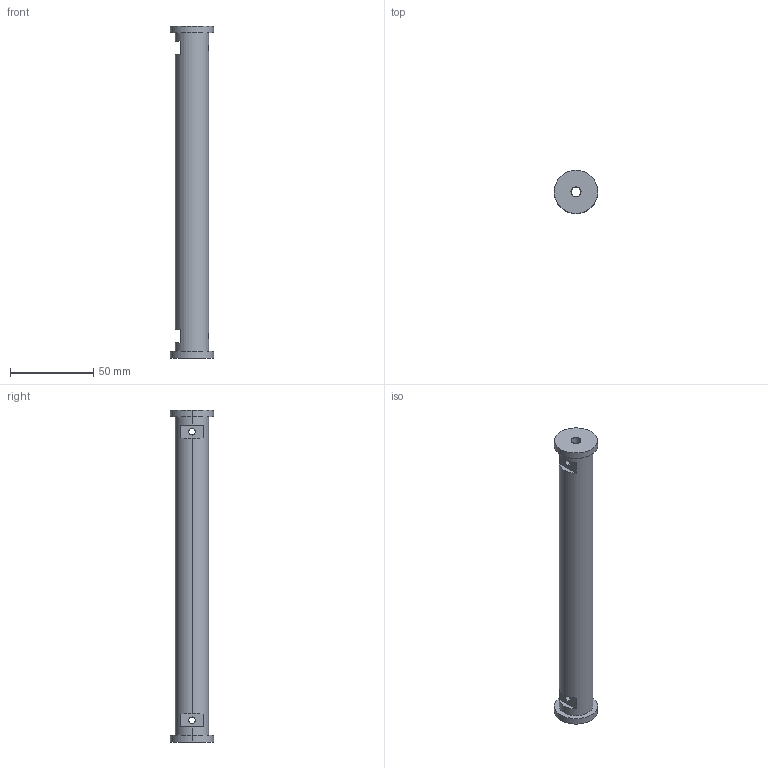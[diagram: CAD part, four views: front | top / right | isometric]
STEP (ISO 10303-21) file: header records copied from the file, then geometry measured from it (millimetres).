
FILE_DESCRIPTION (( 'STEP AP214' ), '1' );
FILE_NAME ('neg roller x 2_V7.STEP', '2018-07-09T07:22:53', ( '' ), ( '' ), 'SwSTEP 2.0', 'SolidWorks 2018', '' );
FILE_SCHEMA (( 'AUTOMOTIVE_DESIGN' ));
Length unit declared in the file: millimetre
Products named in the file (1): neg roller x 2_V7
Bounding box: 26 x 26 x 199 mm (x, y, z)
Volume: 57868.4 mm3; surface area: 18124.8 mm2
Topology: 1 solids, 1 shells, 26 faces, 72 edges, 44 vertices
Faces by surface type: cylinder 16, plane 10
Entity records: 1289 total; most frequent: CARTESIAN_POINT 475, ORIENTED_EDGE 144, DIRECTION 142, EDGE_CURVE 72, AXIS2_PLACEMENT_3D 55, VERTEX_POINT 44, EDGE_LOOP 32, LINE 32
